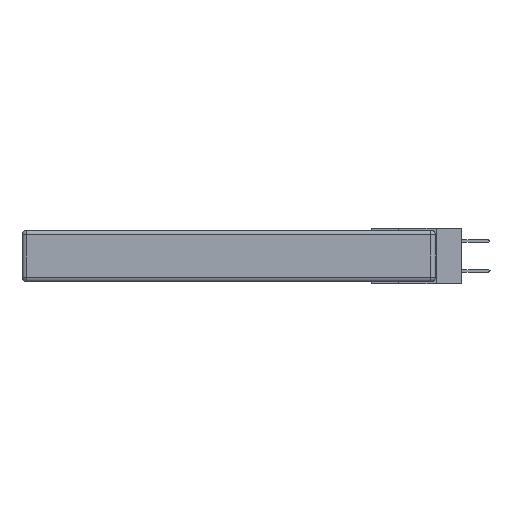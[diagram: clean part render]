
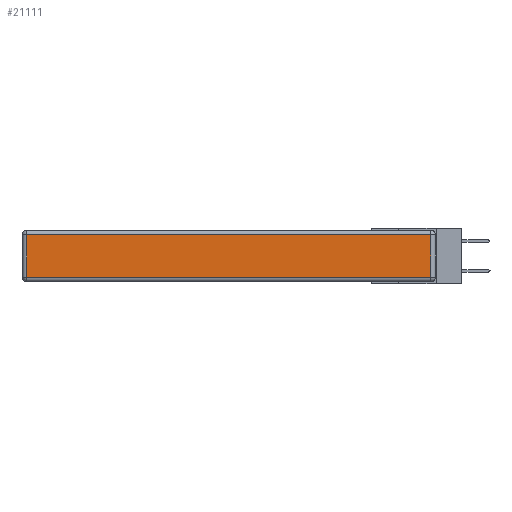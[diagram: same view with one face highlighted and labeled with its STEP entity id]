
A CAD part, left-side view. The second image highlights one B-rep face of the part: STEP entity #21111.
In plain terms, the highlighted planar face has unit normal (-1, 0, 0).
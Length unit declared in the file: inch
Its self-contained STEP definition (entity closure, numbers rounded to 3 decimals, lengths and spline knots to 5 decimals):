
#1213 = LINE ( 'NONE', #26620, #20686 ) ;
#3657 = EDGE_CURVE ( 'NONE', #5771, #10740, #24439, .T. ) ;
#3938 = EDGE_CURVE ( 'NONE', #9299, #4883, #1213, .T. ) ;
#4529 = DIRECTION ( 'NONE',  ( 0., 0., -1. ) ) ;
#4651 = CARTESIAN_POINT ( 'NONE',  ( 0., 0., -0.313 ) ) ;
#4883 = VERTEX_POINT ( 'NONE', #30601 ) ;
#5299 = LINE ( 'NONE', #21165, #13535 ) ;
#5738 = ORIENTED_EDGE ( 'NONE', *, *, #15929, .T. ) ;
#5771 = VERTEX_POINT ( 'NONE', #20008 ) ;
#9299 = VERTEX_POINT ( 'NONE', #15176 ) ;
#9596 = DIRECTION ( 'NONE',  ( 0., -1., 0. ) ) ;
#10208 = CARTESIAN_POINT ( 'NONE',  ( 0., 0.03, -0.343 ) ) ;
#10740 = VERTEX_POINT ( 'NONE', #20190 ) ;
#13165 = CARTESIAN_POINT ( 'NONE',  ( 0., 0., -0.343 ) ) ;
#13535 = VECTOR ( 'NONE', #4529, 39.37008 ) ;
#15176 = CARTESIAN_POINT ( 'NONE',  ( 0., 0.03, -0.03 ) ) ;
#15929 = EDGE_CURVE ( 'NONE', #10740, #9299, #29783, .T. ) ;
#16564 = ORIENTED_EDGE ( 'NONE', *, *, #3657, .T. ) ;
#16920 = DIRECTION ( 'NONE',  ( 0., 0., 1. ) ) ;
#17805 = DIRECTION ( 'NONE',  ( -1., 0., 0. ) ) ;
#17905 = PLANE ( 'NONE',  #21547 ) ;
#19577 = VECTOR ( 'NONE', #9596, 39.37008 ) ;
#19689 = VECTOR ( 'NONE', #16920, 39.37008 ) ;
#20008 = CARTESIAN_POINT ( 'NONE',  ( 0., 2.72, -0.313 ) ) ;
#20190 = CARTESIAN_POINT ( 'NONE',  ( 0., 0.03, -0.313 ) ) ;
#20658 = ORIENTED_EDGE ( 'NONE', *, *, #3938, .T. ) ;
#20686 = VECTOR ( 'NONE', #27624, 39.37008 ) ;
#21111 = ADVANCED_FACE ( 'NONE', ( #31037 ), #17905, .T. ) ;
#21165 = CARTESIAN_POINT ( 'NONE',  ( 0., 2.72, -0.343 ) ) ;
#21547 = AXIS2_PLACEMENT_3D ( 'NONE', #13165, #17805, #22569 ) ;
#22569 = DIRECTION ( 'NONE',  ( 0., 0., 1. ) ) ;
#23185 = EDGE_LOOP ( 'NONE', ( #16564, #5738, #20658, #29867 ) ) ;
#24439 = LINE ( 'NONE', #4651, #19577 ) ;
#25534 = EDGE_CURVE ( 'NONE', #4883, #5771, #5299, .T. ) ;
#26620 = CARTESIAN_POINT ( 'NONE',  ( 0., 2.75, -0.03 ) ) ;
#27624 = DIRECTION ( 'NONE',  ( 0., 1., 0. ) ) ;
#29783 = LINE ( 'NONE', #10208, #19689 ) ;
#29867 = ORIENTED_EDGE ( 'NONE', *, *, #25534, .T. ) ;
#30601 = CARTESIAN_POINT ( 'NONE',  ( 0., 2.72, -0.03 ) ) ;
#31037 = FACE_OUTER_BOUND ( 'NONE', #23185, .T. ) ;
